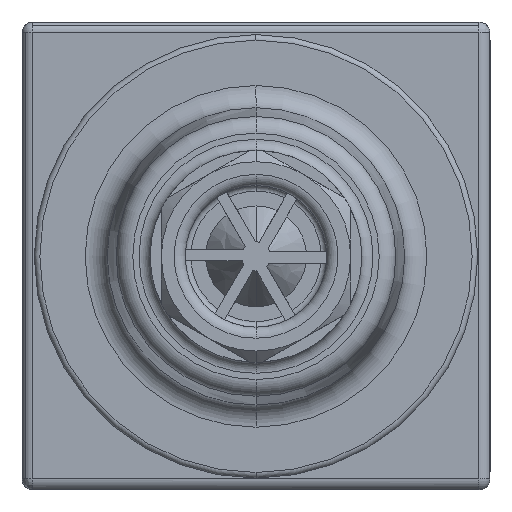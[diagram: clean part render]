
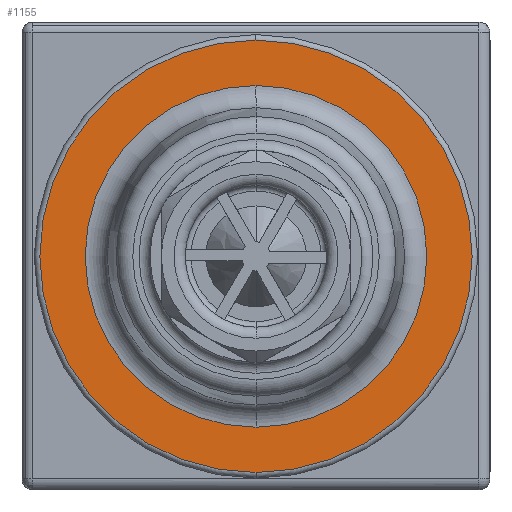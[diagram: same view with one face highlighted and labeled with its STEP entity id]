
A CAD part, front view. The second image highlights one B-rep face of the part: STEP entity #1155.
In plain terms, the highlighted planar face has unit normal (0, -1, 0).
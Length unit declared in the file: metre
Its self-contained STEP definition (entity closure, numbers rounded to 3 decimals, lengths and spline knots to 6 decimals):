
#1155=ADVANCED_FACE('48:12511',(#2731,#2732),#2733,.F.);
#2731=FACE_OUTER_BOUND('',#4769,.T.);
#2732=FACE_BOUND('',#4770,.T.);
#2733=PLANE('',#4771);
#4769=EDGE_LOOP('',(#8755,#8756));
#4770=EDGE_LOOP('',(#8757,#8758));
#4771=AXIS2_PLACEMENT_3D('',#8759,#8760,#8761);
#8755=ORIENTED_EDGE('',*,*,#13680,.T.);
#8756=ORIENTED_EDGE('',*,*,#12981,.T.);
#8757=ORIENTED_EDGE('',*,*,#12956,.T.);
#8758=ORIENTED_EDGE('',*,*,#13681,.T.);
#8759=CARTESIAN_POINT('',(-0.0135,-0.023829,-0.000032));
#8760=DIRECTION('',(0.0,1.0,0.));
#8761=DIRECTION('',(0.0,0.,1.0));
#12956=EDGE_CURVE('48:15019',#15337,#15341,#15343,.T.);
#12981=EDGE_CURVE('',#15390,#15387,#15391,.F.);
#13680=EDGE_CURVE('48:15016',#15387,#15390,#16391,.F.);
#13681=EDGE_CURVE('',#15341,#15337,#16392,.T.);
#15337=VERTEX_POINT('',#18704);
#15341=VERTEX_POINT('',#18708);
#15343=CIRCLE('',#18710,0.015333);
#15387=VERTEX_POINT('',#18762);
#15390=VERTEX_POINT('',#18765);
#15391=CIRCLE('',#18766,0.0194);
#16391=CIRCLE('',#20148,0.0194);
#16392=CIRCLE('',#20149,0.015333);
#18704=CARTESIAN_POINT('',(0.,-0.023829,0.015301));
#18708=CARTESIAN_POINT('',(0.,-0.023829,-0.015364));
#18710=AXIS2_PLACEMENT_3D('',#23942,#23943,#23944);
#18762=CARTESIAN_POINT('',(0.,-0.023829,0.019368));
#18765=CARTESIAN_POINT('',(0.,-0.023829,-0.019432));
#18766=AXIS2_PLACEMENT_3D('',#23992,#23993,#23994);
#20148=AXIS2_PLACEMENT_3D('',#24882,#24883,#24884);
#20149=AXIS2_PLACEMENT_3D('',#24885,#24886,#24887);
#23942=CARTESIAN_POINT('',(0.,-0.023829,-0.000032));
#23943=DIRECTION('',(0.0,1.0,0.));
#23944=DIRECTION('',(0.0,0.,1.0));
#23992=CARTESIAN_POINT('',(0.,-0.023829,-0.000032));
#23993=DIRECTION('',(0.0,1.0,0.));
#23994=DIRECTION('',(0.0,0.,1.0));
#24882=CARTESIAN_POINT('',(0.,-0.023829,-0.000032));
#24883=DIRECTION('',(0.0,1.0,0.));
#24884=DIRECTION('',(0.0,0.,1.0));
#24885=CARTESIAN_POINT('',(0.,-0.023829,-0.000032));
#24886=DIRECTION('',(0.0,1.0,0.));
#24887=DIRECTION('',(0.0,0.,1.0));
